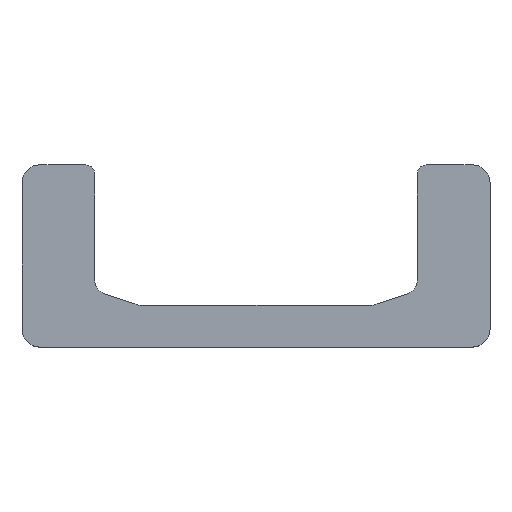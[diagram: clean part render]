
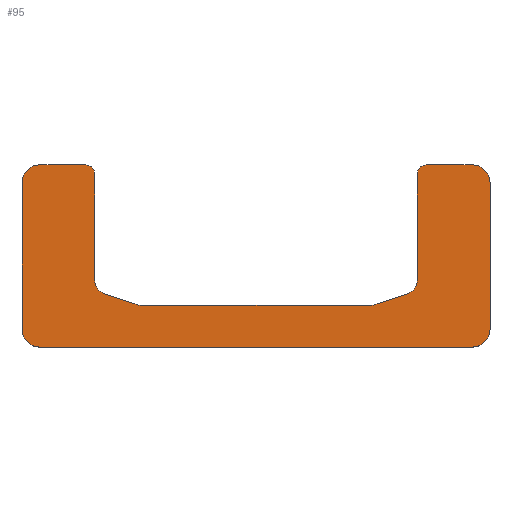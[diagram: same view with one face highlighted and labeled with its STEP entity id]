
A CAD part, top view. The second image highlights one B-rep face of the part: STEP entity #95.
In plain terms, the highlighted planar face has unit normal (0, 0, 1).
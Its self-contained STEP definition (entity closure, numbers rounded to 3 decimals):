
#95=ADVANCED_FACE('',(#138),#139,.T.);
#138=FACE_OUTER_BOUND('',#182,.T.);
#139=PLANE('',#183);
#182=EDGE_LOOP('',(#326,#327,#328,#329,#330,#331,#332,#333,#334,#335,#336,#337,#338,#339,#340,#341,#342,#343,#344,#345));
#183=AXIS2_PLACEMENT_3D('',#346,#347,#348);
#326=ORIENTED_EDGE('',*,*,#372,.F.);
#327=ORIENTED_EDGE('',*,*,#430,.F.);
#328=ORIENTED_EDGE('',*,*,#427,.F.);
#329=ORIENTED_EDGE('',*,*,#424,.F.);
#330=ORIENTED_EDGE('',*,*,#421,.F.);
#331=ORIENTED_EDGE('',*,*,#418,.F.);
#332=ORIENTED_EDGE('',*,*,#415,.F.);
#333=ORIENTED_EDGE('',*,*,#412,.F.);
#334=ORIENTED_EDGE('',*,*,#409,.F.);
#335=ORIENTED_EDGE('',*,*,#406,.F.);
#336=ORIENTED_EDGE('',*,*,#403,.F.);
#337=ORIENTED_EDGE('',*,*,#400,.F.);
#338=ORIENTED_EDGE('',*,*,#397,.F.);
#339=ORIENTED_EDGE('',*,*,#394,.F.);
#340=ORIENTED_EDGE('',*,*,#391,.F.);
#341=ORIENTED_EDGE('',*,*,#388,.F.);
#342=ORIENTED_EDGE('',*,*,#385,.F.);
#343=ORIENTED_EDGE('',*,*,#382,.F.);
#344=ORIENTED_EDGE('',*,*,#379,.F.);
#345=ORIENTED_EDGE('',*,*,#376,.F.);
#346=CARTESIAN_POINT('',(0.,22.1,10.0));
#347=DIRECTION('',(0.0,0.0,1.0));
#348=DIRECTION('',(1.0,0.0,0.0));
#372=EDGE_CURVE('',#432,#433,#434,.T.);
#376=EDGE_CURVE('',#433,#440,#441,.T.);
#379=EDGE_CURVE('',#440,#445,#446,.T.);
#382=EDGE_CURVE('',#445,#450,#451,.T.);
#385=EDGE_CURVE('',#450,#455,#456,.T.);
#388=EDGE_CURVE('',#455,#460,#461,.T.);
#391=EDGE_CURVE('',#460,#465,#466,.T.);
#394=EDGE_CURVE('',#465,#470,#471,.T.);
#397=EDGE_CURVE('',#470,#475,#476,.T.);
#400=EDGE_CURVE('',#475,#480,#481,.T.);
#403=EDGE_CURVE('',#480,#485,#486,.T.);
#406=EDGE_CURVE('',#485,#490,#491,.T.);
#409=EDGE_CURVE('',#490,#495,#496,.T.);
#412=EDGE_CURVE('',#495,#500,#501,.T.);
#415=EDGE_CURVE('',#500,#505,#506,.T.);
#418=EDGE_CURVE('',#505,#510,#511,.T.);
#421=EDGE_CURVE('',#510,#515,#516,.T.);
#424=EDGE_CURVE('',#515,#520,#521,.T.);
#427=EDGE_CURVE('',#520,#525,#526,.T.);
#430=EDGE_CURVE('',#525,#432,#530,.T.);
#432=VERTEX_POINT('',#532);
#433=VERTEX_POINT('',#533);
#434=LINE('',#534,#535);
#440=VERTEX_POINT('',#544);
#441=CIRCLE('',#545,3.0);
#445=VERTEX_POINT('',#550);
#446=LINE('',#551,#552);
#450=VERTEX_POINT('',#558);
#451=CIRCLE('',#559,5.0);
#455=VERTEX_POINT('',#564);
#456=LINE('',#565,#566);
#460=VERTEX_POINT('',#572);
#461=CIRCLE('',#573,5.0);
#465=VERTEX_POINT('',#578);
#466=LINE('',#579,#580);
#470=VERTEX_POINT('',#586);
#471=CIRCLE('',#587,5.0);
#475=VERTEX_POINT('',#592);
#476=LINE('',#593,#594);
#480=VERTEX_POINT('',#600);
#481=CIRCLE('',#601,5.0);
#485=VERTEX_POINT('',#606);
#486=LINE('',#607,#608);
#490=VERTEX_POINT('',#614);
#491=CIRCLE('',#615,3.0);
#495=VERTEX_POINT('',#620);
#496=LINE('',#621,#622);
#500=VERTEX_POINT('',#628);
#501=CIRCLE('',#629,6.0);
#505=VERTEX_POINT('',#634);
#506=LINE('',#635,#636);
#510=VERTEX_POINT('',#642);
#511=CIRCLE('',#643,6.0);
#515=VERTEX_POINT('',#648);
#516=LINE('',#649,#650);
#520=VERTEX_POINT('',#656);
#521=CIRCLE('',#657,6.0);
#525=VERTEX_POINT('',#662);
#526=LINE('',#663,#664);
#530=CIRCLE('',#670,6.0);
#532=CARTESIAN_POINT('',(-72.6,61.2,10.0));
#533=CARTESIAN_POINT('',(-57.2,61.2,10.0));
#534=CARTESIAN_POINT('',(-57.2,61.2,10.0));
#535=VECTOR('',#672,1.0);
#544=CARTESIAN_POINT('',(-54.2,58.2,10.0));
#545=AXIS2_PLACEMENT_3D('',#676,#677,#678);
#550=CARTESIAN_POINT('',(-54.2,22.604,10.0));
#551=CARTESIAN_POINT('',(-54.2,22.604,10.0));
#552=VECTOR('',#683,1.0);
#558=CARTESIAN_POINT('',(-50.781,17.86,10.0));
#559=AXIS2_PLACEMENT_3D('',#686,#687,#688);
#564=CARTESIAN_POINT('',(-39.97,14.257,10.0));
#565=CARTESIAN_POINT('',(-39.97,14.257,10.0));
#566=VECTOR('',#693,1.0);
#572=CARTESIAN_POINT('',(-38.389,14.0,10.0));
#573=AXIS2_PLACEMENT_3D('',#696,#697,#698);
#578=CARTESIAN_POINT('',(38.389,14.0,10.0));
#579=CARTESIAN_POINT('',(38.389,14.0,10.0));
#580=VECTOR('',#703,1.0);
#586=CARTESIAN_POINT('',(39.97,14.257,10.0));
#587=AXIS2_PLACEMENT_3D('',#706,#707,#708);
#592=CARTESIAN_POINT('',(50.781,17.86,10.0));
#593=CARTESIAN_POINT('',(50.781,17.86,10.0));
#594=VECTOR('',#713,1.0);
#600=CARTESIAN_POINT('',(54.2,22.604,10.0));
#601=AXIS2_PLACEMENT_3D('',#716,#717,#718);
#606=CARTESIAN_POINT('',(54.2,58.2,10.0));
#607=CARTESIAN_POINT('',(54.2,58.2,10.0));
#608=VECTOR('',#723,1.0);
#614=CARTESIAN_POINT('',(57.2,61.2,10.0));
#615=AXIS2_PLACEMENT_3D('',#726,#727,#728);
#620=CARTESIAN_POINT('',(72.6,61.2,10.0));
#621=CARTESIAN_POINT('',(72.6,61.2,10.0));
#622=VECTOR('',#733,1.0);
#628=CARTESIAN_POINT('',(78.6,55.2,10.0));
#629=AXIS2_PLACEMENT_3D('',#736,#737,#738);
#634=CARTESIAN_POINT('',(78.6,6.0,10.0));
#635=CARTESIAN_POINT('',(78.6,6.0,10.0));
#636=VECTOR('',#743,1.0);
#642=CARTESIAN_POINT('',(72.6,0.,10.0));
#643=AXIS2_PLACEMENT_3D('',#746,#747,#748);
#648=CARTESIAN_POINT('',(-72.6,0.,10.0));
#649=CARTESIAN_POINT('',(-72.6,0.,10.0));
#650=VECTOR('',#753,1.0);
#656=CARTESIAN_POINT('',(-78.6,6.,10.0));
#657=AXIS2_PLACEMENT_3D('',#756,#757,#758);
#662=CARTESIAN_POINT('',(-78.6,55.2,10.0));
#663=CARTESIAN_POINT('',(-78.6,55.2,10.0));
#664=VECTOR('',#763,1.0);
#670=AXIS2_PLACEMENT_3D('',#766,#767,#768);
#672=DIRECTION('',(1.0,0.,0.0));
#676=CARTESIAN_POINT('',(-57.2,58.2,10.0));
#677=DIRECTION('',(0.0,0.0,-1.0));
#678=DIRECTION('',(1.0,0.0,0.0));
#683=DIRECTION('',(0.,-1.0,0.0));
#686=CARTESIAN_POINT('',(-49.2,22.604,10.0));
#687=DIRECTION('',(0.0,0.0,1.0));
#688=DIRECTION('',(1.0,0.0,0.0));
#693=DIRECTION('',(0.949,-0.316,0.0));
#696=CARTESIAN_POINT('',(-38.389,19.0,10.0));
#697=DIRECTION('',(0.0,0.0,1.0));
#698=DIRECTION('',(1.0,0.0,0.0));
#703=DIRECTION('',(1.0,0.,0.0));
#706=CARTESIAN_POINT('',(38.389,19.0,10.0));
#707=DIRECTION('',(0.0,0.0,1.0));
#708=DIRECTION('',(1.0,0.0,0.0));
#713=DIRECTION('',(0.949,0.316,0.0));
#716=CARTESIAN_POINT('',(49.2,22.604,10.0));
#717=DIRECTION('',(0.0,0.0,1.0));
#718=DIRECTION('',(1.0,0.0,0.0));
#723=DIRECTION('',(0.,1.0,0.0));
#726=CARTESIAN_POINT('',(57.2,58.2,10.0));
#727=DIRECTION('',(0.0,0.0,-1.0));
#728=DIRECTION('',(1.0,0.0,0.0));
#733=DIRECTION('',(1.0,0.,0.0));
#736=CARTESIAN_POINT('',(72.6,55.2,10.0));
#737=DIRECTION('',(0.0,0.0,-1.0));
#738=DIRECTION('',(1.0,0.0,0.0));
#743=DIRECTION('',(0.0,-1.0,0.0));
#746=CARTESIAN_POINT('',(72.6,6.0,10.0));
#747=DIRECTION('',(0.0,0.0,-1.0));
#748=DIRECTION('',(1.0,0.0,0.0));
#753=DIRECTION('',(-1.0,0.,0.0));
#756=CARTESIAN_POINT('',(-72.6,6.0,10.0));
#757=DIRECTION('',(0.0,0.0,-1.0));
#758=DIRECTION('',(1.0,0.0,0.0));
#763=DIRECTION('',(0.0,1.0,0.0));
#766=CARTESIAN_POINT('',(-72.6,55.2,10.0));
#767=DIRECTION('',(0.0,0.0,-1.0));
#768=DIRECTION('',(1.0,0.0,0.0));
